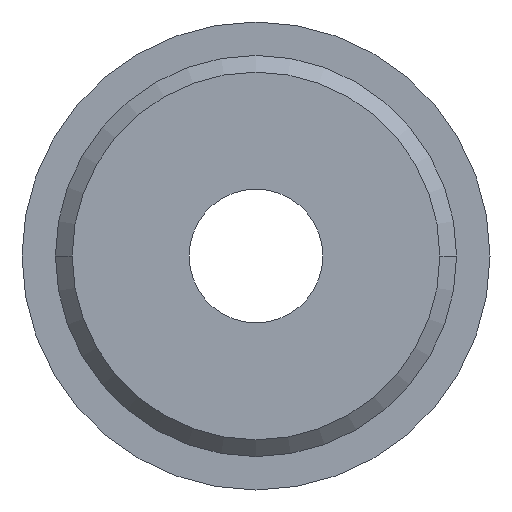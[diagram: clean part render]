
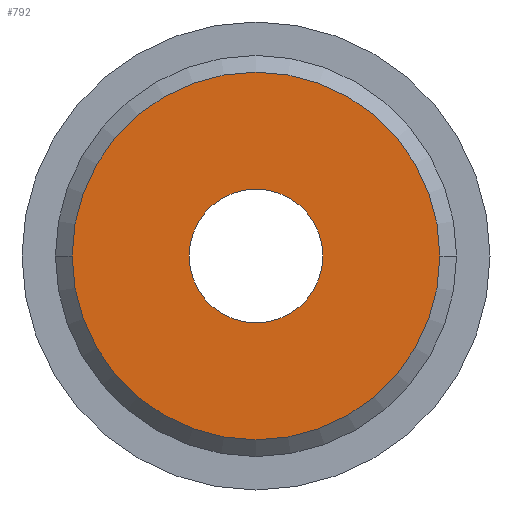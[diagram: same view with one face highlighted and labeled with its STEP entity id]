
A CAD part, front view. The second image highlights one B-rep face of the part: STEP entity #792.
In plain terms, the highlighted planar face has unit normal (0, -1, 0).
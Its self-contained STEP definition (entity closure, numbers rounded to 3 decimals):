
#362=CARTESIAN_POINT('',(0.,0.,0.));
#363=DIRECTION('',(0.,1.,0.));
#364=DIRECTION('',(1.,0.,0.));
#365=AXIS2_PLACEMENT_3D('',#362,#363,#364);
#370=CARTESIAN_POINT('',(0.,0.,0.));
#371=DIRECTION('',(0.,1.,0.));
#372=DIRECTION('',(-1.,0.,0.));
#373=AXIS2_PLACEMENT_3D('',#370,#371,#372);
#378=CARTESIAN_POINT('',(0.,0.,0.));
#379=DIRECTION('',(0.,-1.,0.));
#380=DIRECTION('',(-1.,0.,0.));
#381=AXIS2_PLACEMENT_3D('',#378,#379,#380);
#386=CARTESIAN_POINT('',(0.,0.,0.));
#387=DIRECTION('',(0.,-1.,0.));
#388=DIRECTION('',(1.,0.,0.));
#389=AXIS2_PLACEMENT_3D('',#386,#387,#388);
#467=CARTESIAN_POINT('',(-2.75,0.,0.));
#469=VERTEX_POINT('',#467);
#471=CARTESIAN_POINT('',(2.75,0.,0.));
#473=VERTEX_POINT('',#471);
#502=CARTESIAN_POINT('',(1.,0.,0.));
#503=VERTEX_POINT('',#502);
#504=CARTESIAN_POINT('',(-1.,0.,0.));
#505=VERTEX_POINT('',#504);
#778=CARTESIAN_POINT('',(0.,0.,0.));
#779=DIRECTION('',(0.,-1.,0.));
#780=DIRECTION('',(0.,0.,-1.));
#781=AXIS2_PLACEMENT_3D('',#778,#779,#780);
#782=PLANE('',#781);
#783=ORIENTED_EDGE('',*,*,#531,.F.);
#785=ORIENTED_EDGE('',*,*,#784,.F.);
#786=EDGE_LOOP('',(#783,#785));
#787=FACE_OUTER_BOUND('',#786,.F.);
#788=ORIENTED_EDGE('',*,*,#760,.F.);
#789=ORIENTED_EDGE('',*,*,#745,.F.);
#790=EDGE_LOOP('',(#788,#789));
#791=FACE_BOUND('',#790,.F.);
#366=CIRCLE('',#365,1.);
#374=CIRCLE('',#373,1.);
#382=CIRCLE('',#381,2.75);
#390=CIRCLE('',#389,2.75);
#531=EDGE_CURVE('',#469,#473,#382,.T.);
#745=EDGE_CURVE('',#505,#503,#374,.T.);
#760=EDGE_CURVE('',#503,#505,#366,.T.);
#784=EDGE_CURVE('',#473,#469,#390,.T.);
#792=ADVANCED_FACE('',(#787,#791),#782,.T.);
